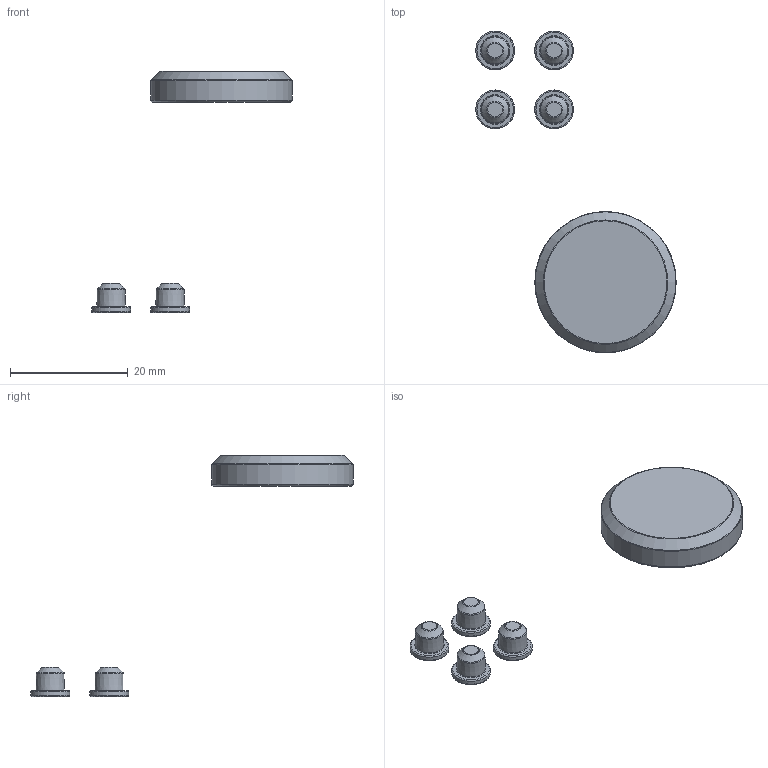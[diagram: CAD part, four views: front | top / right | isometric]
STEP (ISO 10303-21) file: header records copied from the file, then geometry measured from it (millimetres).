
FILE_DESCRIPTION(/* description */ (''),/* implementation_level */ '2;1');
FILE_NAME(/* name */ 'for abby injection mold 2.step',/* time_stamp */ '2024-02-27T23:38:32-06:00',/* author */ (''),/* organization */ (''),/* preprocessor_version */ 'ST-DEVELOPER v20',/* originating_system */ 'Autodesk Translation Framework v12.20.1.177',/* authorisation */ '');
FILE_SCHEMA (('AUTOMOTIVE_DESIGN { 1 0 10303 214 3 1 1 }'));
Length unit declared in the file: millimetre
Products named in the file (1): latest hitbox design
Bounding box: 34.01 x 54.67 x 40.89 mm (x, y, z)
Volume: 1272 mm3; surface area: 2074.7 mm2
Topology: 5 solids, 5 shells, 214 faces, 493 edges, 292 vertices
Faces by surface type: torus 71, cylinder 65, plane 37, cone 17, bspline 16, sphere 8
Full cylindrical faces by diameter (mm): 24 x1
Entity records: 8485 total; most frequent: CARTESIAN_POINT 3534, DIRECTION 1126, ORIENTED_EDGE 970, AXIS2_PLACEMENT_3D 490, EDGE_CURVE 485, VERTEX_POINT 292, CIRCLE 291, EDGE_LOOP 225
